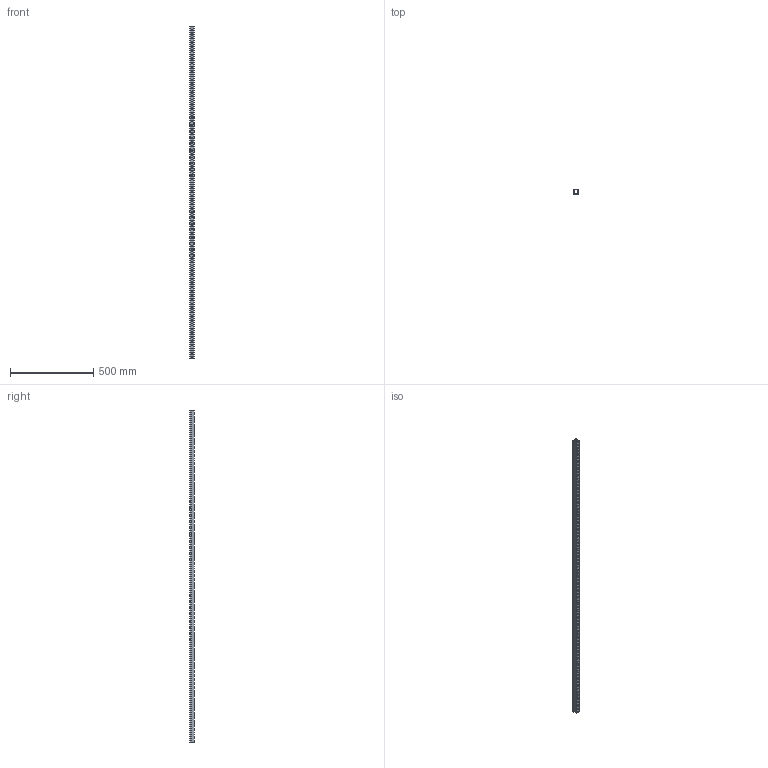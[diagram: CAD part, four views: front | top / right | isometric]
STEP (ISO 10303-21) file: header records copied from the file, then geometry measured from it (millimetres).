
FILE_DESCRIPTION (( 'STEP AP203' ), '1' );
FILE_NAME ('TSH-1010G-1.step', '2023-06-22T19:10:48', ( '' ), ( '' ), 'SwSTEP 2.0', 'SolidWorks 2021', '' );
FILE_SCHEMA (( 'CONFIG_CONTROL_DESIGN' ));
Length unit declared in the file: millimetre
Products named in the file (1): TSH-1010G-1
Bounding box: 25 x 30 x 2000 mm (x, y, z)
Volume: 411690.7 mm3; surface area: 498962.5 mm2
Topology: 2 solids, 2 shells, 465 faces, 1383 edges, 922 vertices
Faces by surface type: cylinder 271, plane 194
Entity records: 16190 total; most frequent: DIRECTION 2857, CARTESIAN_POINT 2771, ORIENTED_EDGE 2766, EDGE_CURVE 1383, AXIS2_PLACEMENT_3D 1008, VERTEX_POINT 922, VECTOR 841, LINE 841
